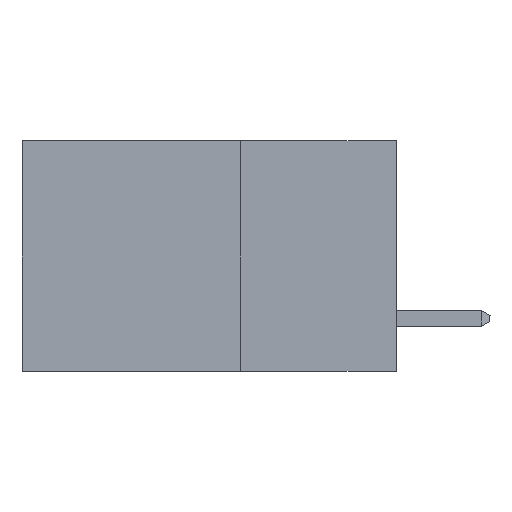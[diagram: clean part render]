
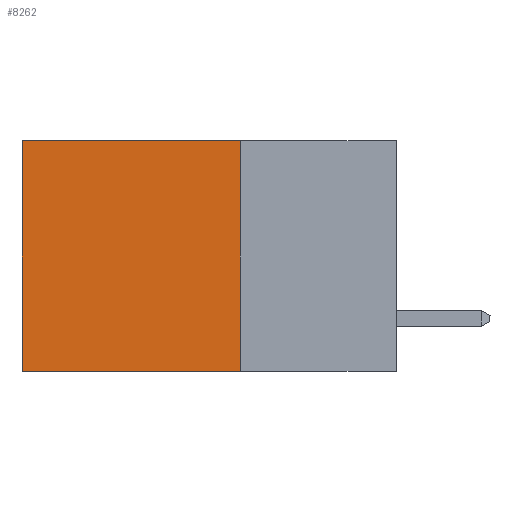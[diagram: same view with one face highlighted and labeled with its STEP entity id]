
A CAD part, left-side view. The second image highlights one B-rep face of the part: STEP entity #8262.
In plain terms, the highlighted planar face has unit normal (-1, 0, 0).
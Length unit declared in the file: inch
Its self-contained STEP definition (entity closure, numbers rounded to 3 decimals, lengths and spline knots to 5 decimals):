
#582 = VERTEX_POINT ( 'NONE', #14879 ) ;
#622 = PLANE ( 'NONE',  #9757 ) ;
#742 = EDGE_LOOP ( 'NONE', ( #11399, #2194, #6349, #10819 ) ) ;
#836 = VECTOR ( 'NONE', #13124, 39.37008 ) ;
#1111 = FACE_OUTER_BOUND ( 'NONE', #742, .T. ) ;
#1229 = DIRECTION ( 'NONE',  ( 0., 0., -1. ) ) ;
#1879 = EDGE_CURVE ( 'NONE', #6043, #2178, #10384, .T. ) ;
#2178 = VERTEX_POINT ( 'NONE', #3544 ) ;
#2194 = ORIENTED_EDGE ( 'NONE', *, *, #10204, .F. ) ;
#3544 = CARTESIAN_POINT ( 'NONE',  ( 0.2615, 0.25, -0.37 ) ) ;
#3557 = CARTESIAN_POINT ( 'NONE',  ( 0.2615, 0.6, 0. ) ) ;
#4544 = VECTOR ( 'NONE', #14507, 39.37008 ) ;
#5452 = VECTOR ( 'NONE', #1229, 39.37008 ) ;
#6043 = VERTEX_POINT ( 'NONE', #13860 ) ;
#6230 = DIRECTION ( 'NONE',  ( 0., 1., 0. ) ) ;
#6349 = ORIENTED_EDGE ( 'NONE', *, *, #1879, .F. ) ;
#6876 = CARTESIAN_POINT ( 'NONE',  ( 0.2615, 0.25, -0.37 ) ) ;
#7799 = LINE ( 'NONE', #13669, #14411 ) ;
#8107 = DIRECTION ( 'NONE',  ( 0., 0., -1. ) ) ;
#8262 = ADVANCED_FACE ( 'NONE', ( #1111 ), #622, .F. ) ;
#8478 = VERTEX_POINT ( 'NONE', #3557 ) ;
#8763 = LINE ( 'NONE', #9952, #5452 ) ;
#9757 = AXIS2_PLACEMENT_3D ( 'NONE', #6876, #15522, #8107 ) ;
#9952 = CARTESIAN_POINT ( 'NONE',  ( 0.2615, 0.6, -0.37 ) ) ;
#10204 = EDGE_CURVE ( 'NONE', #2178, #582, #14444, .T. ) ;
#10384 = LINE ( 'NONE', #13173, #836 ) ;
#10819 = ORIENTED_EDGE ( 'NONE', *, *, #13341, .T. ) ;
#11399 = ORIENTED_EDGE ( 'NONE', *, *, #12695, .T. ) ;
#12695 = EDGE_CURVE ( 'NONE', #8478, #582, #8763, .T. ) ;
#13124 = DIRECTION ( 'NONE',  ( 0., 0., -1. ) ) ;
#13173 = CARTESIAN_POINT ( 'NONE',  ( 0.2615, 0.25, -0.37 ) ) ;
#13279 = CARTESIAN_POINT ( 'NONE',  ( 0.2615, 0.25, -0.37 ) ) ;
#13341 = EDGE_CURVE ( 'NONE', #6043, #8478, #7799, .T. ) ;
#13669 = CARTESIAN_POINT ( 'NONE',  ( 0.2615, 0.25, 0. ) ) ;
#13860 = CARTESIAN_POINT ( 'NONE',  ( 0.2615, 0.25, 0. ) ) ;
#14411 = VECTOR ( 'NONE', #6230, 39.37008 ) ;
#14444 = LINE ( 'NONE', #13279, #4544 ) ;
#14507 = DIRECTION ( 'NONE',  ( 0., 1., 0. ) ) ;
#14879 = CARTESIAN_POINT ( 'NONE',  ( 0.2615, 0.6, -0.37 ) ) ;
#15522 = DIRECTION ( 'NONE',  ( 1., 0., 0. ) ) ;
